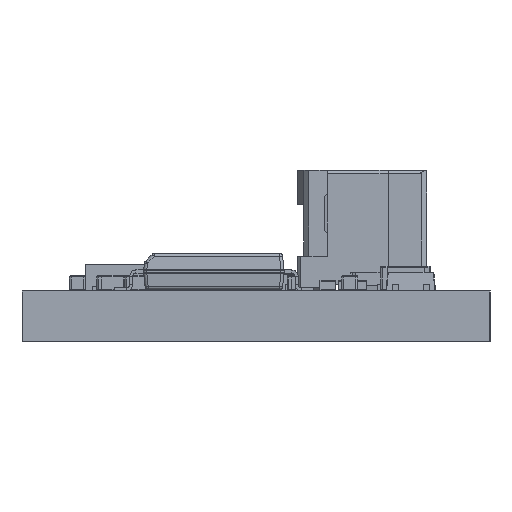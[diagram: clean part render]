
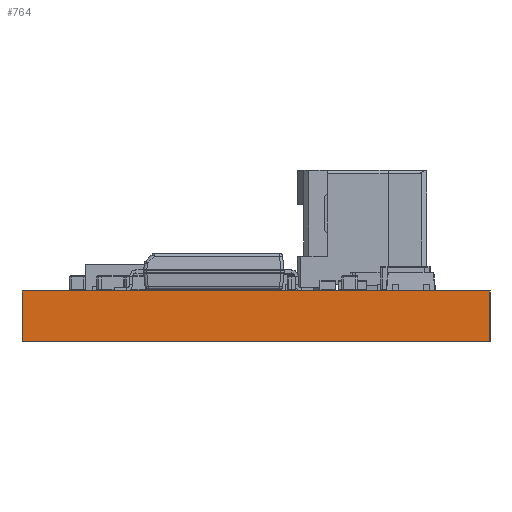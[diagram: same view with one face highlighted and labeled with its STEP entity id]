
A CAD part, left-side view. The second image highlights one B-rep face of the part: STEP entity #764.
In plain terms, the highlighted planar face has unit normal (-1, 0, 0).
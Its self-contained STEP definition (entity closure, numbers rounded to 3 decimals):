
#154 = EDGE_CURVE('',#155,#157,#159,.T.);
#155 = VERTEX_POINT('',#156);
#156 = CARTESIAN_POINT('',(0.,0.,0.));
#157 = VERTEX_POINT('',#158);
#158 = CARTESIAN_POINT('',(0.,0.,1.619));
#159 = LINE('',#160,#161);
#160 = CARTESIAN_POINT('',(0.,0.,0.));
#161 = VECTOR('',#162,1.);
#162 = DIRECTION('',(0.,0.,1.));
#739 = VERTEX_POINT('',#740);
#740 = CARTESIAN_POINT('',(0.,15.,1.619));
#746 = EDGE_CURVE('',#747,#739,#749,.T.);
#747 = VERTEX_POINT('',#748);
#748 = CARTESIAN_POINT('',(0.,15.,0.));
#749 = LINE('',#750,#751);
#750 = CARTESIAN_POINT('',(0.,15.,0.));
#751 = VECTOR('',#752,1.);
#752 = DIRECTION('',(0.,0.,1.));
#764 = ADVANCED_FACE('',(#765),#781,.F.);
#765 = FACE_BOUND('',#766,.F.);
#766 = EDGE_LOOP('',(#767,#768,#774,#775));
#767 = ORIENTED_EDGE('',*,*,#746,.T.);
#768 = ORIENTED_EDGE('',*,*,#769,.T.);
#769 = EDGE_CURVE('',#739,#157,#770,.T.);
#770 = LINE('',#771,#772);
#771 = CARTESIAN_POINT('',(0.,15.,1.619));
#772 = VECTOR('',#773,1.);
#773 = DIRECTION('',(0.,-1.,0.));
#774 = ORIENTED_EDGE('',*,*,#154,.F.);
#775 = ORIENTED_EDGE('',*,*,#776,.F.);
#776 = EDGE_CURVE('',#747,#155,#777,.T.);
#777 = LINE('',#778,#779);
#778 = CARTESIAN_POINT('',(0.,15.,0.));
#779 = VECTOR('',#780,1.);
#780 = DIRECTION('',(0.,-1.,0.));
#781 = PLANE('',#782);
#782 = AXIS2_PLACEMENT_3D('',#783,#784,#785);
#783 = CARTESIAN_POINT('',(0.,15.,0.));
#784 = DIRECTION('',(1.,0.,0.));
#785 = DIRECTION('',(0.,-1.,0.));
